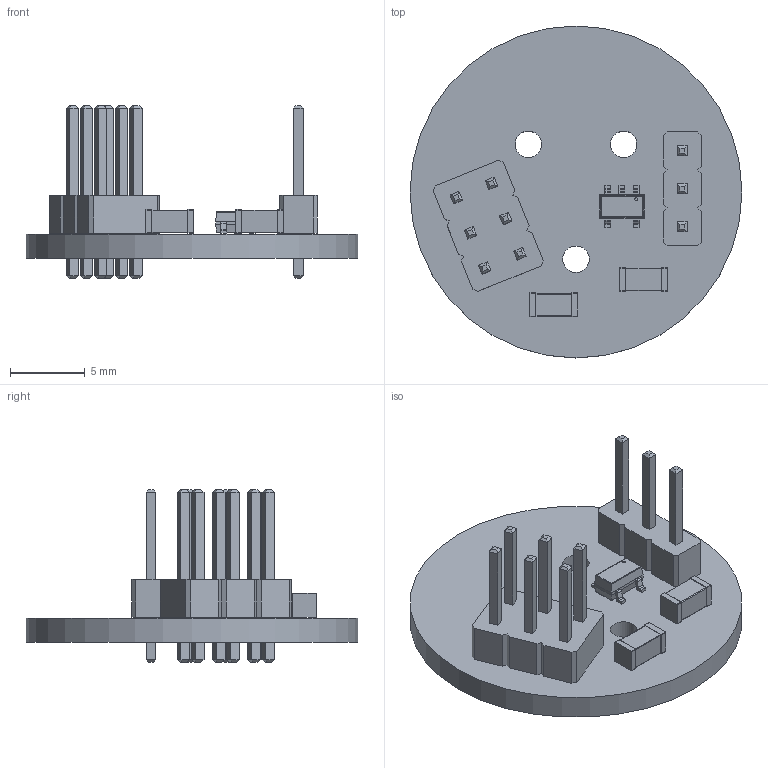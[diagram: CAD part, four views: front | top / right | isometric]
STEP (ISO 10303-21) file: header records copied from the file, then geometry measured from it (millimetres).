
FILE_DESCRIPTION(('KiCad electronic assembly'),'2;1');
FILE_NAME('Vishay 357 Pot Amplifier.step','2024-01-05T14:02:18',( 'Pcbnew'),('Kicad'),'Open CASCADE STEP processor 7.6', 'KiCad to STEP converter','Unknown');
FILE_SCHEMA(('AUTOMOTIVE_DESIGN { 1 0 10303 214 1 1 1 1 }'));
Length unit declared in the file: millimetre
Products named in the file (10): Vishay 357 Pot Amplifier 1; APX321WG-7; COMPOUND; PinHeader_1x03_P2.54mm_Vertical; SOLID; C_1206_3216Metric; PinHeader_2x03_P2.54mm_Vertical; _autosave-Vishay 357 Pot Amplifier PCB
Assembly tree (10 placements, depth 3):
  Vishay 357 Pot Amplifier 1
    APX321WG-7
      COMPOUND
    PinHeader_1x03_P2.54mm_Vertical
      SOLID
    C_1206_3216Metric  x2
      SOLID
    PinHeader_2x03_P2.54mm_Vertical
      SOLID
    _autosave-Vishay 357 Pot Amplifier PCB
Bounding box: 22.2 x 22.2 x 11.54 mm (x, y, z)
Volume: 796.3 mm3; surface area: 1440.9 mm2
Topology: 11 solids, 11 shells, 366 faces, 875 edges, 554 vertices
Faces by surface type: bspline 351, cylinder 13, plane 2
Full cylindrical faces by diameter (mm): 1 x9, 1.77 x3, 22.2 x1
Entity records: 19693 total; most frequent: CARTESIAN_POINT 6893, B_SPLINE_CURVE_WITH_KNOTS 2172, ORIENTED_EDGE 1606, PCURVE 1606, DEFINITIONAL_REPRESENTATION 1606, EDGE_CURVE 803, SURFACE_CURVE 789, VERTEX_POINT 506
